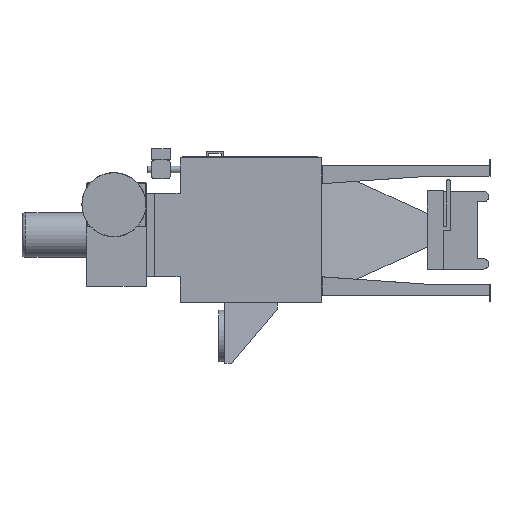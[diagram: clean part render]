
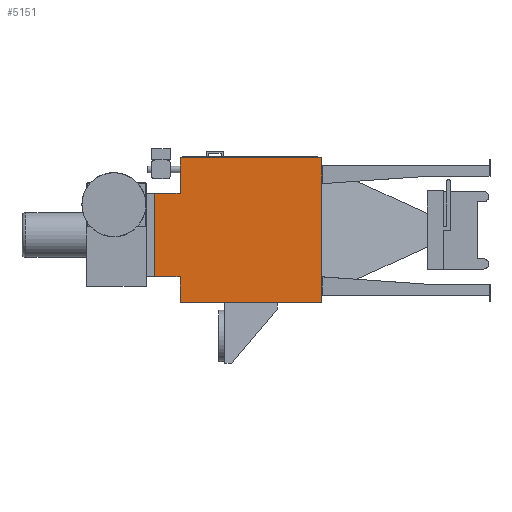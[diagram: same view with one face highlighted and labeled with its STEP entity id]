
A CAD part, left-side view. The second image highlights one B-rep face of the part: STEP entity #5151.
In plain terms, the highlighted planar face has unit normal (-1, 0, 0).
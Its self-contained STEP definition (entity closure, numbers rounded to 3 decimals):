
#270=PLANE('',#5490);
#521=FACE_OUTER_BOUND('',#822,.T.);
#822=EDGE_LOOP('',(#4610,#4611,#4612,#4613,#4614,#4615,#4616,#4617));
#1059=LINE('',#7255,#1694);
#1117=LINE('',#7422,#1752);
#1421=LINE('',#8068,#2056);
#1427=LINE('',#8079,#2062);
#1430=LINE('',#8085,#2065);
#1431=LINE('',#8088,#2066);
#1435=LINE('',#8094,#2070);
#1436=LINE('',#8096,#2071);
#1694=VECTOR('',#5895,10.);
#1752=VECTOR('',#6067,10.);
#2056=VECTOR('',#6653,10.);
#2062=VECTOR('',#6661,10.);
#2065=VECTOR('',#6666,10.);
#2066=VECTOR('',#6669,10.);
#2070=VECTOR('',#6675,10.);
#2071=VECTOR('',#6678,10.);
#2353=VERTEX_POINT('',#7252);
#2354=VERTEX_POINT('',#7254);
#2405=VERTEX_POINT('',#7419);
#2406=VERTEX_POINT('',#7421);
#2606=VERTEX_POINT('',#8065);
#2610=VERTEX_POINT('',#8074);
#2613=VERTEX_POINT('',#8083);
#2614=VERTEX_POINT('',#8087);
#2878=EDGE_CURVE('',#2354,#2353,#1059,.T.);
#2960=EDGE_CURVE('',#2406,#2405,#1117,.T.);
#3280=EDGE_CURVE('',#2405,#2606,#1421,.T.);
#3286=EDGE_CURVE('',#2406,#2610,#1427,.T.);
#3289=EDGE_CURVE('',#2613,#2606,#1430,.T.);
#3290=EDGE_CURVE('',#2610,#2614,#1431,.T.);
#3294=EDGE_CURVE('',#2353,#2614,#1435,.T.);
#3295=EDGE_CURVE('',#2354,#2613,#1436,.T.);
#4610=ORIENTED_EDGE('',*,*,#2878,.T.);
#4611=ORIENTED_EDGE('',*,*,#3294,.T.);
#4612=ORIENTED_EDGE('',*,*,#3290,.F.);
#4613=ORIENTED_EDGE('',*,*,#3286,.F.);
#4614=ORIENTED_EDGE('',*,*,#2960,.T.);
#4615=ORIENTED_EDGE('',*,*,#3280,.T.);
#4616=ORIENTED_EDGE('',*,*,#3289,.F.);
#4617=ORIENTED_EDGE('',*,*,#3295,.F.);
#5151=ADVANCED_FACE('',(#521),#270,.T.);
#5490=AXIS2_PLACEMENT_3D('',#8095,#6676,#6677);
#5895=DIRECTION('',(0.,0.,1.));
#6067=DIRECTION('',(0.,0.,-1.));
#6653=DIRECTION('',(0.,-1.,0.));
#6661=DIRECTION('',(0.,-1.,0.));
#6666=DIRECTION('',(0.,0.,1.));
#6669=DIRECTION('',(0.,0.,1.));
#6675=DIRECTION('',(0.,1.,0.));
#6676=DIRECTION('center_axis',(-1.,0.,0.));
#6677=DIRECTION('ref_axis',(0.,0.,1.));
#6678=DIRECTION('',(0.,1.,0.));
#7252=CARTESIAN_POINT('',(-650.,0.,565.));
#7254=CARTESIAN_POINT('',(-650.,0.,-565.));
#7255=CARTESIAN_POINT('',(-650.,0.,-565.));
#7419=CARTESIAN_POINT('',(-650.,1307.,-362.5));
#7421=CARTESIAN_POINT('',(-650.,1307.,288.5));
#7422=CARTESIAN_POINT('',(-650.,1307.,288.5));
#8065=CARTESIAN_POINT('',(-650.,1105.,-362.5));
#8068=CARTESIAN_POINT('',(-650.,1307.,-362.5));
#8074=CARTESIAN_POINT('',(-650.,1105.,288.5));
#8079=CARTESIAN_POINT('',(-650.,1307.,288.5));
#8083=CARTESIAN_POINT('',(-650.,1105.,-565.));
#8085=CARTESIAN_POINT('',(-650.,1105.,-565.));
#8087=CARTESIAN_POINT('',(-650.,1105.,565.));
#8088=CARTESIAN_POINT('',(-650.,1105.,-565.));
#8094=CARTESIAN_POINT('',(-650.,0.,565.));
#8095=CARTESIAN_POINT('Origin',(-650.,0.,-565.));
#8096=CARTESIAN_POINT('',(-650.,0.,-565.));
